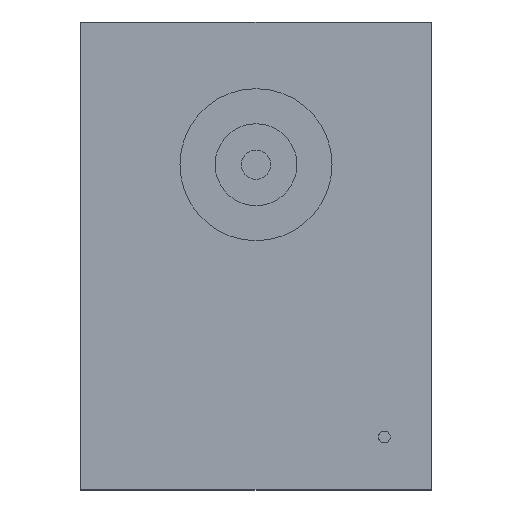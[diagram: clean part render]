
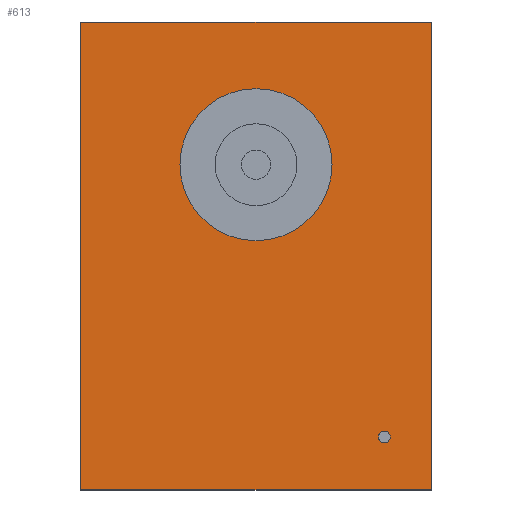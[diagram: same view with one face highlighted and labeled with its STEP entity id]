
A CAD part, top view. The second image highlights one B-rep face of the part: STEP entity #613.
In plain terms, the highlighted planar face has unit normal (0, 0, 1).
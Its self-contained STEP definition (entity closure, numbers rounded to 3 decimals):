
#24=LINE('',#801,#69);
#25=LINE('',#804,#70);
#26=LINE('',#806,#71);
#27=LINE('',#808,#72);
#69=VECTOR('',#684,1000.);
#70=VECTOR('',#685,1000.);
#71=VECTOR('',#686,1000.);
#72=VECTOR('',#687,1000.);
#114=ORIENTED_EDGE('',*,*,#228,.T.);
#115=ORIENTED_EDGE('',*,*,#229,.T.);
#116=ORIENTED_EDGE('',*,*,#230,.T.);
#117=ORIENTED_EDGE('',*,*,#231,.T.);
#118=ORIENTED_EDGE('',*,*,#232,.T.);
#119=ORIENTED_EDGE('',*,*,#233,.T.);
#228=EDGE_CURVE('',#285,#285,#334,.T.);
#229=EDGE_CURVE('',#286,#287,#24,.T.);
#230=EDGE_CURVE('',#287,#288,#25,.T.);
#231=EDGE_CURVE('',#288,#289,#26,.T.);
#232=EDGE_CURVE('',#289,#286,#27,.T.);
#233=EDGE_CURVE('',#290,#290,#335,.T.);
#285=VERTEX_POINT('',#800);
#286=VERTEX_POINT('',#802);
#287=VERTEX_POINT('',#803);
#288=VERTEX_POINT('',#805);
#289=VERTEX_POINT('',#807);
#290=VERTEX_POINT('',#810);
#334=CIRCLE('',#643,0.05);
#335=CIRCLE('',#644,0.65);
#346=EDGE_LOOP('',(#114));
#347=EDGE_LOOP('',(#115,#116,#117,#118));
#348=EDGE_LOOP('',(#119));
#384=FACE_BOUND('',#346,.T.);
#385=FACE_BOUND('',#347,.T.);
#386=FACE_BOUND('',#348,.T.);
#422=PLANE('',#642);
#613=ADVANCED_FACE('',(#384,#385,#386),#422,.T.);
#642=AXIS2_PLACEMENT_3D('',#798,#680,#681);
#643=AXIS2_PLACEMENT_3D('',#799,#682,#683);
#644=AXIS2_PLACEMENT_3D('',#809,#688,#689);
#680=DIRECTION('',(0.,0.,1.));
#681=DIRECTION('',(1.,0.,0.));
#682=DIRECTION('',(0.,0.,-1.));
#683=DIRECTION('',(1.,0.,0.));
#684=DIRECTION('',(1.,0.,0.));
#685=DIRECTION('',(0.,1.,0.));
#686=DIRECTION('',(-1.,0.,0.));
#687=DIRECTION('',(0.,-1.,0.));
#688=DIRECTION('',(0.,0.,-1.));
#689=DIRECTION('',(1.,0.,0.));
#798=CARTESIAN_POINT('',(0.,0.,1.));
#799=CARTESIAN_POINT('',(1.098,-1.549,1.));
#800=CARTESIAN_POINT('',(1.149,-1.549,1.));
#801=CARTESIAN_POINT('',(-1.5,-2.,1.));
#802=CARTESIAN_POINT('',(-1.5,-2.,1.));
#803=CARTESIAN_POINT('',(1.5,-2.,1.));
#804=CARTESIAN_POINT('',(1.5,-2.,1.));
#805=CARTESIAN_POINT('',(1.5,2.,1.));
#806=CARTESIAN_POINT('',(1.5,2.,1.));
#807=CARTESIAN_POINT('',(-1.5,2.,1.));
#808=CARTESIAN_POINT('',(-1.5,2.,1.));
#809=CARTESIAN_POINT('',(0.,0.78,1.));
#810=CARTESIAN_POINT('',(0.65,0.78,1.));
